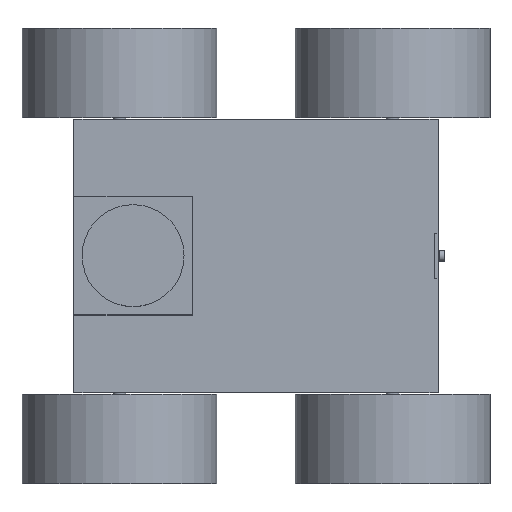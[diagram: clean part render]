
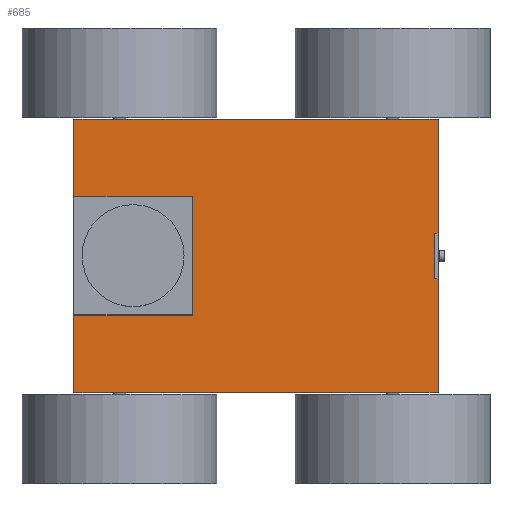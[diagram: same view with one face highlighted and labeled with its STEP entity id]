
A CAD part, top view. The second image highlights one B-rep face of the part: STEP entity #685.
In plain terms, the highlighted planar face has unit normal (0, 0, 1).
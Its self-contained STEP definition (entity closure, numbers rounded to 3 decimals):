
#74=PLANE('',#822);
#111=FACE_OUTER_BOUND('',#159,.T.);
#159=EDGE_LOOP('',(#512,#513,#514,#515,#516,#517,#518,#519,#520,#521,#522,
#523,#524,#525,#526,#527));
#204=LINE('',#1165,#260);
#208=LINE('',#1173,#264);
#211=LINE('',#1179,#267);
#215=LINE('',#1187,#271);
#216=LINE('',#1189,#272);
#217=LINE('',#1191,#273);
#218=LINE('',#1193,#274);
#219=LINE('',#1195,#275);
#220=LINE('',#1197,#276);
#221=LINE('',#1199,#277);
#222=LINE('',#1201,#278);
#223=LINE('',#1203,#279);
#224=LINE('',#1205,#280);
#225=LINE('',#1207,#281);
#226=LINE('',#1209,#282);
#227=LINE('',#1210,#283);
#260=VECTOR('',#922,10.);
#264=VECTOR('',#928,10.);
#267=VECTOR('',#933,10.);
#271=VECTOR('',#941,10.);
#272=VECTOR('',#942,10.);
#273=VECTOR('',#943,10.);
#274=VECTOR('',#944,10.);
#275=VECTOR('',#945,10.);
#276=VECTOR('',#946,10.);
#277=VECTOR('',#947,10.);
#278=VECTOR('',#948,10.);
#279=VECTOR('',#949,10.);
#280=VECTOR('',#950,10.);
#281=VECTOR('',#951,10.);
#282=VECTOR('',#952,10.);
#283=VECTOR('',#953,10.);
#349=VERTEX_POINT('',#1163);
#350=VERTEX_POINT('',#1164);
#353=VERTEX_POINT('',#1172);
#355=VERTEX_POINT('',#1178);
#357=VERTEX_POINT('',#1186);
#358=VERTEX_POINT('',#1188);
#359=VERTEX_POINT('',#1190);
#360=VERTEX_POINT('',#1192);
#361=VERTEX_POINT('',#1194);
#362=VERTEX_POINT('',#1196);
#363=VERTEX_POINT('',#1198);
#364=VERTEX_POINT('',#1200);
#365=VERTEX_POINT('',#1202);
#366=VERTEX_POINT('',#1204);
#367=VERTEX_POINT('',#1206);
#368=VERTEX_POINT('',#1208);
#406=EDGE_CURVE('',#349,#350,#204,.T.);
#410=EDGE_CURVE('',#350,#353,#208,.T.);
#413=EDGE_CURVE('',#353,#355,#211,.T.);
#417=EDGE_CURVE('',#355,#357,#215,.T.);
#418=EDGE_CURVE('',#357,#358,#216,.T.);
#419=EDGE_CURVE('',#358,#359,#217,.T.);
#420=EDGE_CURVE('',#359,#360,#218,.T.);
#421=EDGE_CURVE('',#360,#361,#219,.T.);
#422=EDGE_CURVE('',#361,#362,#220,.T.);
#423=EDGE_CURVE('',#362,#363,#221,.T.);
#424=EDGE_CURVE('',#363,#364,#222,.T.);
#425=EDGE_CURVE('',#364,#365,#223,.T.);
#426=EDGE_CURVE('',#365,#366,#224,.T.);
#427=EDGE_CURVE('',#366,#367,#225,.T.);
#428=EDGE_CURVE('',#367,#368,#226,.T.);
#429=EDGE_CURVE('',#368,#349,#227,.T.);
#512=ORIENTED_EDGE('',*,*,#406,.T.);
#513=ORIENTED_EDGE('',*,*,#410,.T.);
#514=ORIENTED_EDGE('',*,*,#413,.T.);
#515=ORIENTED_EDGE('',*,*,#417,.T.);
#516=ORIENTED_EDGE('',*,*,#418,.T.);
#517=ORIENTED_EDGE('',*,*,#419,.T.);
#518=ORIENTED_EDGE('',*,*,#420,.T.);
#519=ORIENTED_EDGE('',*,*,#421,.T.);
#520=ORIENTED_EDGE('',*,*,#422,.T.);
#521=ORIENTED_EDGE('',*,*,#423,.T.);
#522=ORIENTED_EDGE('',*,*,#424,.T.);
#523=ORIENTED_EDGE('',*,*,#425,.T.);
#524=ORIENTED_EDGE('',*,*,#426,.T.);
#525=ORIENTED_EDGE('',*,*,#427,.T.);
#526=ORIENTED_EDGE('',*,*,#428,.T.);
#527=ORIENTED_EDGE('',*,*,#429,.T.);
#685=ADVANCED_FACE('',(#111),#74,.T.);
#822=AXIS2_PLACEMENT_3D('',#1185,#939,#940);
#922=DIRECTION('',(-1.,0.,0.));
#928=DIRECTION('',(0.,1.,0.));
#933=DIRECTION('',(1.,0.,0.));
#939=DIRECTION('center_axis',(0.,0.,1.));
#940=DIRECTION('ref_axis',(1.,0.,0.));
#941=DIRECTION('',(0.,1.,0.));
#942=DIRECTION('',(-1.,0.,0.));
#943=DIRECTION('',(-1.,0.,0.));
#944=DIRECTION('',(-1.,0.,0.));
#945=DIRECTION('',(0.,-1.,0.));
#946=DIRECTION('',(1.,0.,0.));
#947=DIRECTION('',(0.,-1.,0.));
#948=DIRECTION('',(-1.,0.,0.));
#949=DIRECTION('',(0.,-1.,0.));
#950=DIRECTION('',(1.,0.,0.));
#951=DIRECTION('',(1.,0.,0.));
#952=DIRECTION('',(1.,0.,0.));
#953=DIRECTION('',(0.,1.,0.));
#1163=CARTESIAN_POINT('',(100.,-12.5,57.));
#1164=CARTESIAN_POINT('',(98.,-12.5,57.));
#1165=CARTESIAN_POINT('',(49.,-12.5,57.));
#1172=CARTESIAN_POINT('',(98.,12.5,57.));
#1173=CARTESIAN_POINT('',(98.,6.25,57.));
#1178=CARTESIAN_POINT('',(100.,12.5,57.));
#1179=CARTESIAN_POINT('',(50.,12.5,57.));
#1185=CARTESIAN_POINT('Origin',(0.,0.,57.));
#1186=CARTESIAN_POINT('',(100.,75.,57.));
#1187=CARTESIAN_POINT('',(100.,-75.,57.));
#1188=CARTESIAN_POINT('',(75.,75.,57.));
#1189=CARTESIAN_POINT('',(100.,75.,57.));
#1190=CARTESIAN_POINT('',(-75.,75.,57.));
#1191=CARTESIAN_POINT('',(100.,75.,57.));
#1192=CARTESIAN_POINT('',(-100.,75.,57.));
#1193=CARTESIAN_POINT('',(100.,75.,57.));
#1194=CARTESIAN_POINT('',(-100.,32.5,57.));
#1195=CARTESIAN_POINT('',(-100.,75.,57.));
#1196=CARTESIAN_POINT('',(-35.,32.5,57.));
#1197=CARTESIAN_POINT('',(-17.5,32.5,57.));
#1198=CARTESIAN_POINT('',(-35.,-32.5,57.));
#1199=CARTESIAN_POINT('',(-35.,-16.25,57.));
#1200=CARTESIAN_POINT('',(-100.,-32.5,57.));
#1201=CARTESIAN_POINT('',(-50.,-32.5,57.));
#1202=CARTESIAN_POINT('',(-100.,-75.,57.));
#1203=CARTESIAN_POINT('',(-100.,75.,57.));
#1204=CARTESIAN_POINT('',(-75.,-75.,57.));
#1205=CARTESIAN_POINT('',(-100.,-75.,57.));
#1206=CARTESIAN_POINT('',(75.,-75.,57.));
#1207=CARTESIAN_POINT('',(-100.,-75.,57.));
#1208=CARTESIAN_POINT('',(100.,-75.,57.));
#1209=CARTESIAN_POINT('',(-100.,-75.,57.));
#1210=CARTESIAN_POINT('',(100.,-75.,57.));
